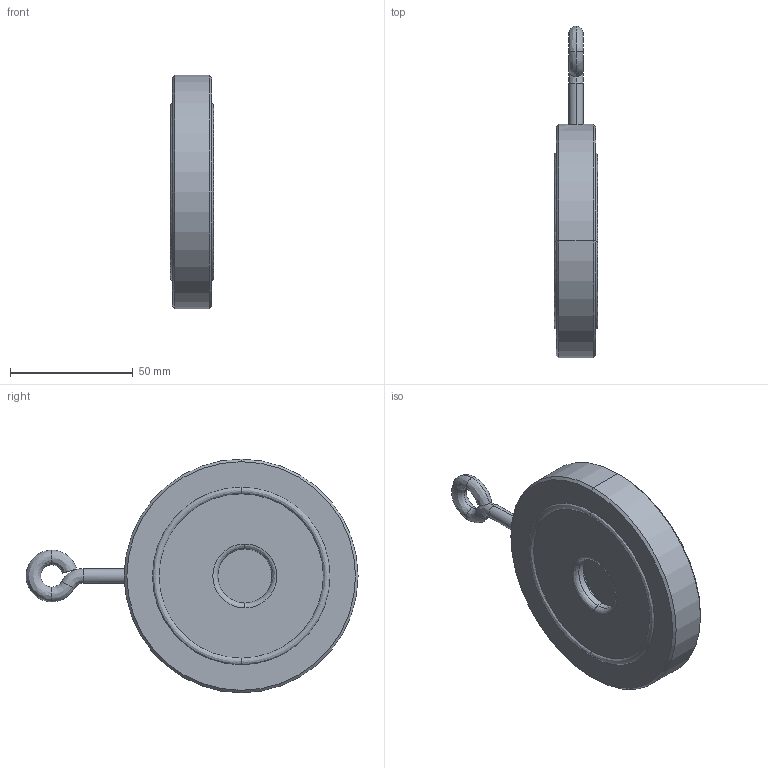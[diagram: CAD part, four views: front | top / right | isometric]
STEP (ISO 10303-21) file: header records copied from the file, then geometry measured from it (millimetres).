
FILE_DESCRIPTION (( 'STEP AP203' ), '1' );
FILE_NAME ('ZRK-40.STEP', '2013-03-11T13:58:26', ( 'eh' ), ( 'Hewlett-Packard Company' ), 'SwSTEP 2.0', 'SolidWorks 2012', '' );
FILE_SCHEMA (( 'CONFIG_CONTROL_DESIGN' ));
Length unit declared in the file: millimetre
Products named in the file (1): ZRK-40
Bounding box: 17.6 x 135 x 95 mm (x, y, z)
Volume: 104985 mm3; surface area: 23263.7 mm2
Topology: 2 solids, 3 shells, 52 faces, 104 edges, 61 vertices
Faces by surface type: bspline 22, cone 10, cylinder 10, plane 10
Entity records: 2685 total; most frequent: CARTESIAN_POINT 1600, DIRECTION 214, ORIENTED_EDGE 204, EDGE_CURVE 102, AXIS2_PLACEMENT_3D 97, CIRCLE 66, VERTEX_POINT 61, EDGE_LOOP 59
